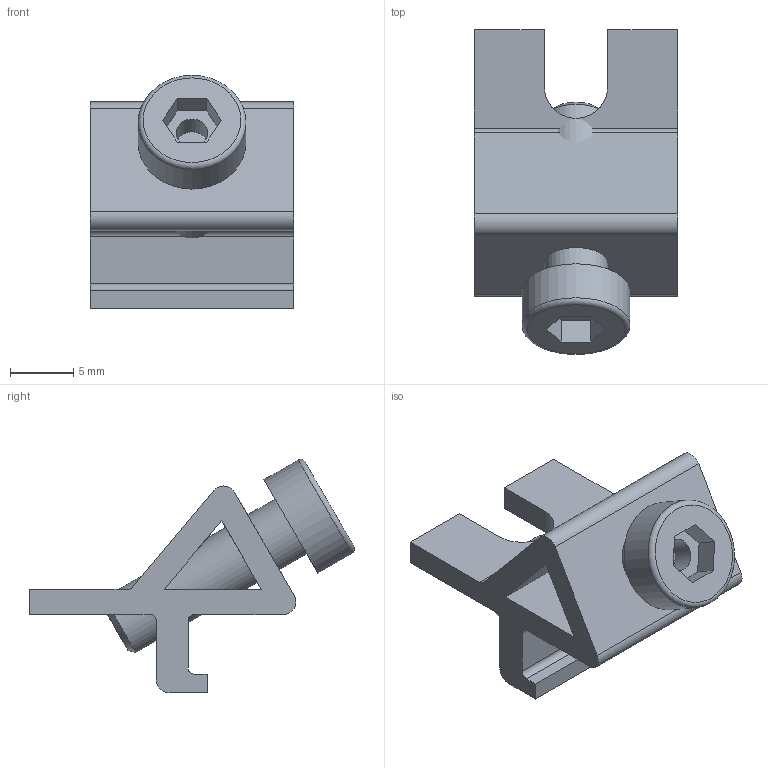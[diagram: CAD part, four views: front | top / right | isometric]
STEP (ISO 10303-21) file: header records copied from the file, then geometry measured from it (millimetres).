
FILE_DESCRIPTION(/* description */ (''),/* implementation_level */ '2;1');
FILE_NAME(/* name */ '64-040-1.stp',/* time_stamp */ '2024-08-14T16:50:25-04:00',/* author */ ('esanner'),/* organization */ (''),/* preprocessor_version */ 'ST-DEVELOPER v19',/* originating_system */ 'AutoCAD Mechanical',/* authorisation */ '');
FILE_SCHEMA (('AUTOMOTIVE_DESIGN { 1 0 10303 214 3 1 1 }'));
Length unit declared in the file: millimetre
Products named in the file (2): Product; 64-040-1
Assembly tree (1 placements, depth 2):
  Product
    64-040-1
Bounding box: 16 x 25.61 x 18.39 mm (x, y, z)
Volume: 1820.5 mm3; surface area: 2075.3 mm2
Topology: 2 solids, 2 shells, 49 faces, 129 edges, 85 vertices
Faces by surface type: plane 31, cylinder 14, cone 3, torus 1
Full cylindrical faces by diameter (mm): 2.5 x1, 4 x2, 5 x1, 8.5 x1
Entity records: 1604 total; most frequent: CARTESIAN_POINT 305, DIRECTION 268, ORIENTED_EDGE 258, EDGE_CURVE 129, AXIS2_PLACEMENT_3D 90, LINE 88, VECTOR 88, VERTEX_POINT 85
